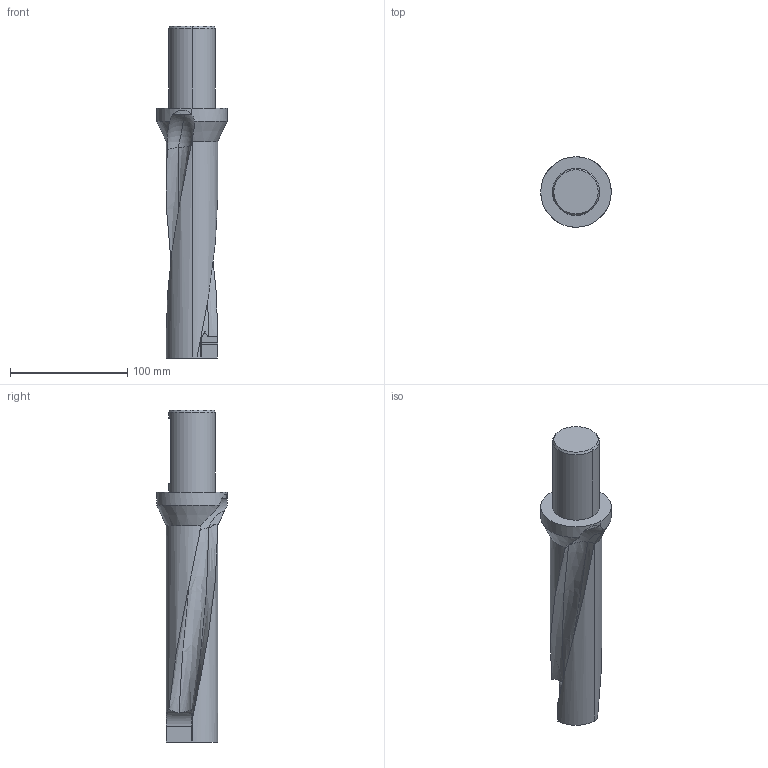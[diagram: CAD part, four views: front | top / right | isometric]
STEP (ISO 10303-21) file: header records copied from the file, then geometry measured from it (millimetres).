
FILE_DESCRIPTION(('no description'),'unknown implementation level');
FILE_NAME('solidrfHe7yyEhfwg3i9VsSyd86kGiHQ_1.STP',' ',('CIM GmbH Aachen'),('CADClick - KiM GmbH - www.kimweb.de'),'unknown preprocess','ACIS','unknown authorization');
FILE_SCHEMA(('automotive_design'));
Length unit declared in the file: millimetre
Products named in the file (1): 1
Bounding box: 60 x 60 x 282.66 mm (x, y, z)
Volume: 316409.5 mm3; surface area: 48056.2 mm2
Topology: 1 solids, 1 shells, 73 faces, 198 edges, 129 vertices
Faces by surface type: plane 28, cylinder 21, cone 8, revolution 8, bspline 6, torus 2
Entity records: 6713 total; most frequent: CARTESIAN_POINT 2721, STYLED_ITEM 401, PRESENTATION_STYLE_ASSIGNMENT 401, COLOUR_RGB 401, ORIENTED_EDGE 396, DIRECTION 322, EDGE_CURVE 198, CURVE_STYLE 198
